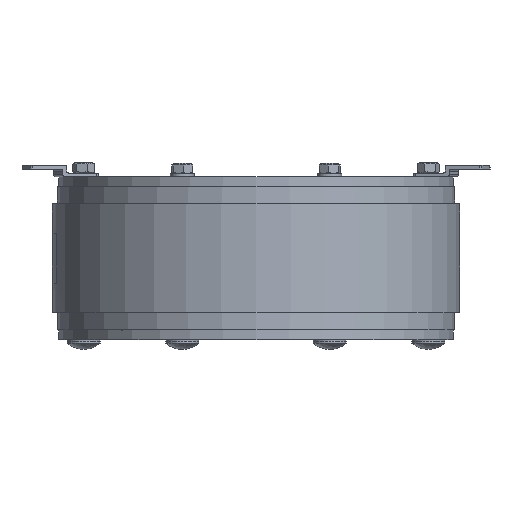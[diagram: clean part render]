
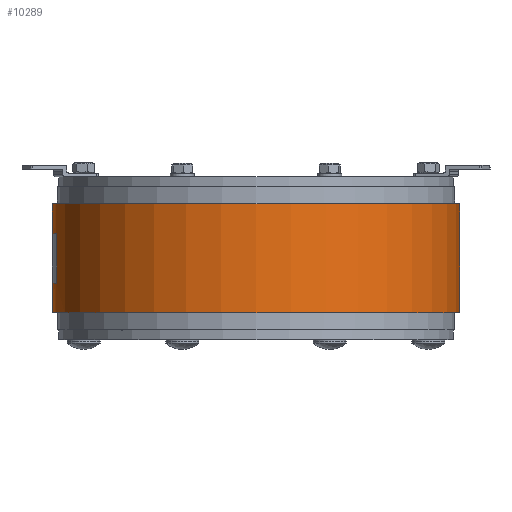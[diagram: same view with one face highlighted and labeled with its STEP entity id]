
A CAD part, front view. The second image highlights one B-rep face of the part: STEP entity #10289.
In plain terms, the highlighted cylindrical face has radius 102.5 mm (diameter 205 mm), a partial arc.
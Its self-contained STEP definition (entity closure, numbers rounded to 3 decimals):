
#1039=CYLINDRICAL_SURFACE('',#13801,102.5);
#1748=FACE_OUTER_BOUND('',#2567,.T.);
#2567=EDGE_LOOP('',(#9091,#9092,#9093,#9094,#9095,#9096,#9097,#9098,#9099,
#9100,#9101,#9102,#9103,#9104));
#3736=VERTEX_POINT('',#22935);
#3737=VERTEX_POINT('',#22936);
#3740=VERTEX_POINT('',#22944);
#3741=VERTEX_POINT('',#22945);
#3744=VERTEX_POINT('',#22953);
#3745=VERTEX_POINT('',#22954);
#3748=VERTEX_POINT('',#22962);
#3750=VERTEX_POINT('',#22968);
#3760=VERTEX_POINT('',#23012);
#3763=VERTEX_POINT('',#23020);
#3764=VERTEX_POINT('',#23024);
#3765=VERTEX_POINT('',#23026);
#3766=VERTEX_POINT('',#23028);
#3767=VERTEX_POINT('',#23030);
#5503=EDGE_CURVE('',#3736,#3737,#13046,.T.);
#5507=EDGE_CURVE('',#3740,#3741,#13048,.T.);
#5511=EDGE_CURVE('',#3744,#3745,#13050,.T.);
#5515=EDGE_CURVE('',#3745,#3748,#11533,.T.);
#5518=EDGE_CURVE('',#3748,#3750,#13052,.T.);
#5524=EDGE_CURVE('',#3736,#3750,#11540,.T.);
#5534=EDGE_CURVE('',#3744,#3741,#11550,.T.);
#5541=EDGE_CURVE('',#3760,#3740,#13054,.T.);
#5546=EDGE_CURVE('',#3737,#3763,#13057,.T.);
#5547=EDGE_CURVE('',#3763,#3764,#11559,.T.);
#5548=EDGE_CURVE('',#3764,#3765,#13058,.T.);
#5549=EDGE_CURVE('',#3765,#3766,#11560,.T.);
#5550=EDGE_CURVE('',#3766,#3767,#13059,.T.);
#5551=EDGE_CURVE('',#3767,#3760,#11561,.T.);
#9091=ORIENTED_EDGE('',*,*,#5546,.T.);
#9092=ORIENTED_EDGE('',*,*,#5547,.T.);
#9093=ORIENTED_EDGE('',*,*,#5548,.T.);
#9094=ORIENTED_EDGE('',*,*,#5549,.T.);
#9095=ORIENTED_EDGE('',*,*,#5550,.T.);
#9096=ORIENTED_EDGE('',*,*,#5551,.T.);
#9097=ORIENTED_EDGE('',*,*,#5541,.T.);
#9098=ORIENTED_EDGE('',*,*,#5507,.T.);
#9099=ORIENTED_EDGE('',*,*,#5534,.F.);
#9100=ORIENTED_EDGE('',*,*,#5511,.T.);
#9101=ORIENTED_EDGE('',*,*,#5515,.T.);
#9102=ORIENTED_EDGE('',*,*,#5518,.T.);
#9103=ORIENTED_EDGE('',*,*,#5524,.F.);
#9104=ORIENTED_EDGE('',*,*,#5503,.T.);
#10289=ADVANCED_FACE('',(#1748),#1039,.T.);
#11533=LINE('',#22963,#12776);
#11540=LINE('',#22980,#12783);
#11550=LINE('',#22999,#12793);
#11559=LINE('',#23025,#12802);
#11560=LINE('',#23029,#12803);
#11561=LINE('',#23032,#12804);
#12776=VECTOR('',#16501,25.);
#12783=VECTOR('',#16518,15.);
#12793=VECTOR('',#16538,15.);
#12802=VECTOR('',#16567,15.);
#12803=VECTOR('',#16570,25.);
#12804=VECTOR('',#16573,15.);
#13046=CIRCLE('',#13773,102.5);
#13048=CIRCLE('',#13776,102.5);
#13050=CIRCLE('',#13779,102.5);
#13052=CIRCLE('',#13783,102.5);
#13054=CIRCLE('',#13796,102.5);
#13057=CIRCLE('',#13800,102.5);
#13058=CIRCLE('',#13802,102.5);
#13059=CIRCLE('',#13803,102.5);
#13773=AXIS2_PLACEMENT_3D('',#22937,#16477,#16478);
#13776=AXIS2_PLACEMENT_3D('',#22946,#16485,#16486);
#13779=AXIS2_PLACEMENT_3D('',#22955,#16493,#16494);
#13783=AXIS2_PLACEMENT_3D('',#22969,#16506,#16507);
#13796=AXIS2_PLACEMENT_3D('',#23013,#16553,#16554);
#13800=AXIS2_PLACEMENT_3D('',#23022,#16563,#16564);
#13801=AXIS2_PLACEMENT_3D('',#23023,#16565,#16566);
#13802=AXIS2_PLACEMENT_3D('',#23027,#16568,#16569);
#13803=AXIS2_PLACEMENT_3D('',#23031,#16571,#16572);
#16477=DIRECTION('center_axis',(0.,-1.,0.));
#16478=DIRECTION('ref_axis',(0.,0.,-1.));
#16485=DIRECTION('center_axis',(0.,1.,0.));
#16486=DIRECTION('ref_axis',(0.,0.,-1.));
#16493=DIRECTION('center_axis',(0.,-1.,0.));
#16494=DIRECTION('ref_axis',(0.,0.,-1.));
#16501=DIRECTION('',(0.,1.,0.));
#16506=DIRECTION('center_axis',(0.,1.,0.));
#16507=DIRECTION('ref_axis',(0.,0.,-1.));
#16518=DIRECTION('',(0.,-1.,0.));
#16538=DIRECTION('',(0.,-1.,0.));
#16553=DIRECTION('center_axis',(0.,1.,0.));
#16554=DIRECTION('ref_axis',(0.,0.,1.));
#16563=DIRECTION('center_axis',(0.,-1.,0.));
#16564=DIRECTION('ref_axis',(0.,0.,1.));
#16565=DIRECTION('center_axis',(0.,-1.,0.));
#16566=DIRECTION('ref_axis',(0.,0.,1.));
#16567=DIRECTION('',(0.,-1.,0.));
#16568=DIRECTION('center_axis',(0.,-1.,0.));
#16569=DIRECTION('ref_axis',(0.,0.,1.));
#16570=DIRECTION('',(0.,-1.,0.));
#16571=DIRECTION('center_axis',(0.,1.,0.));
#16572=DIRECTION('ref_axis',(-0.199,0.,0.98));
#16573=DIRECTION('',(0.,-1.,0.));
#22935=CARTESIAN_POINT('',(-159.039,27.5,-1.25));
#22936=CARTESIAN_POINT('',(-159.039,27.5,203.75));
#22937=CARTESIAN_POINT('Origin',(-159.039,27.5,101.25));
#22944=CARTESIAN_POINT('',(-159.039,-27.5,203.75));
#22945=CARTESIAN_POINT('',(-159.039,-27.5,-1.25));
#22946=CARTESIAN_POINT('Origin',(-159.039,-27.5,101.25));
#22953=CARTESIAN_POINT('',(-159.039,-12.5,-1.25));
#22954=CARTESIAN_POINT('',(-138.927,-12.5,0.743));
#22955=CARTESIAN_POINT('Origin',(-159.039,-12.5,101.25));
#22962=CARTESIAN_POINT('',(-138.927,12.5,0.743));
#22963=CARTESIAN_POINT('',(-138.927,0.,0.743));
#22968=CARTESIAN_POINT('',(-159.039,12.5,-1.25));
#22969=CARTESIAN_POINT('Origin',(-159.039,12.5,101.25));
#22980=CARTESIAN_POINT('',(-159.039,13.75,-1.25));
#22999=CARTESIAN_POINT('',(-159.039,-6.25,-1.25));
#23012=CARTESIAN_POINT('',(-159.043,-27.5,203.75));
#23013=CARTESIAN_POINT('Origin',(-159.039,-27.5,101.25));
#23020=CARTESIAN_POINT('',(-159.043,27.5,203.75));
#23022=CARTESIAN_POINT('Origin',(-159.039,27.5,101.25));
#23023=CARTESIAN_POINT('Origin',(-159.039,0.,
101.25));
#23024=CARTESIAN_POINT('',(-159.043,12.5,203.75));
#23025=CARTESIAN_POINT('',(-159.043,-27.5,203.75));
#23026=CARTESIAN_POINT('',(-179.407,12.5,201.706));
#23027=CARTESIAN_POINT('Origin',(-159.039,12.5,101.25));
#23028=CARTESIAN_POINT('',(-179.407,-12.5,201.706));
#23029=CARTESIAN_POINT('',(-179.407,-12.5,201.706));
#23030=CARTESIAN_POINT('',(-159.043,-12.5,203.75));
#23031=CARTESIAN_POINT('Origin',(-159.039,-12.5,101.25));
#23032=CARTESIAN_POINT('',(-159.043,-27.5,203.75));
